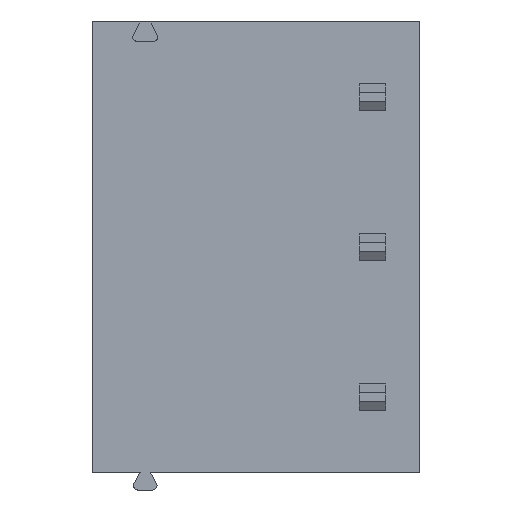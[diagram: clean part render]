
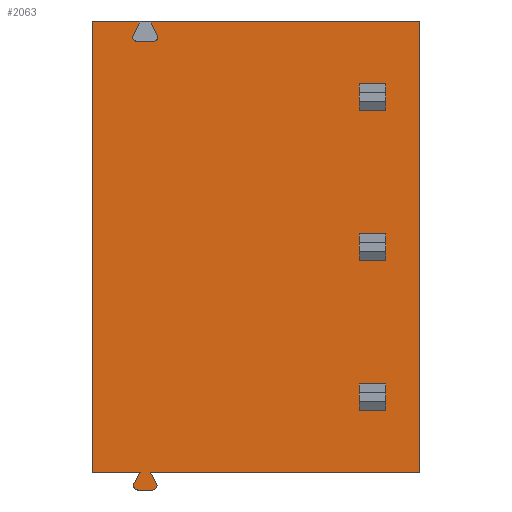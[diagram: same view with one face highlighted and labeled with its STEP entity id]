
A CAD part, front view. The second image highlights one B-rep face of the part: STEP entity #2063.
In plain terms, the highlighted planar face has unit normal (0, -1, 0).
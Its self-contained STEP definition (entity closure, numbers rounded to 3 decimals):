
#36=DIRECTION('',(1.,0.,0.));
#37=VECTOR('',#36,1.61);
#38=CARTESIAN_POINT('',(-5.55,-15.75,12.7));
#39=LINE('',#38,#37);
#96=DIRECTION('',(1.,0.,0.));
#97=VECTOR('',#96,9.11);
#98=CARTESIAN_POINT('',(-3.56,-15.75,12.7));
#99=LINE('',#98,#97);
#130=DIRECTION('',(-0.432,0.,0.902));
#131=VECTOR('',#130,0.514);
#132=CARTESIAN_POINT('',(-3.338,-15.75,12.236));
#133=LINE('',#132,#131);
#134=DIRECTION('',(-0.48,0.,0.877));
#135=VECTOR('',#134,0.431);
#136=CARTESIAN_POINT('',(-3.368,-15.75,-2.918));
#137=LINE('',#136,#135);
#138=CARTESIAN_POINT('',(-3.5,-15.75,-2.99));
#139=DIRECTION('',(0.,-1.,0.));
#140=DIRECTION('',(0.,0.,-1.));
#141=AXIS2_PLACEMENT_3D('',#138,#139,#140);
#143=DIRECTION('',(1.,0.,0.));
#144=VECTOR('',#143,0.5);
#145=CARTESIAN_POINT('',(-4.,-15.75,-3.14));
#146=LINE('',#145,#144);
#147=CARTESIAN_POINT('',(-4.,-15.75,-2.99));
#148=DIRECTION('',(0.,-1.,0.));
#149=DIRECTION('',(-0.877,0.,0.48));
#150=AXIS2_PLACEMENT_3D('',#147,#148,#149);
#152=DIRECTION('',(-0.48,0.,-0.877));
#153=VECTOR('',#152,0.431);
#154=CARTESIAN_POINT('',(-3.925,-15.75,-2.54));
#155=LINE('',#154,#153);
#156=DIRECTION('',(0.,0.,-1.));
#157=VECTOR('',#156,15.24);
#158=CARTESIAN_POINT('',(-5.55,-15.75,12.7));
#159=LINE('',#158,#157);
#160=DIRECTION('',(-0.432,0.,-0.902));
#161=VECTOR('',#160,0.514);
#162=CARTESIAN_POINT('',(-3.94,-15.75,12.7));
#163=LINE('',#162,#161);
#164=CARTESIAN_POINT('',(-4.045,-15.75,12.18));
#165=DIRECTION('',(0.,-1.,0.));
#166=DIRECTION('',(-0.902,0.,0.432));
#167=AXIS2_PLACEMENT_3D('',#164,#165,#166);
#169=DIRECTION('',(1.,0.,0.));
#170=VECTOR('',#169,0.59);
#171=CARTESIAN_POINT('',(-4.045,-15.75,12.05));
#172=LINE('',#171,#170);
#173=CARTESIAN_POINT('',(-3.455,-15.75,12.18));
#174=DIRECTION('',(0.,-1.,0.));
#175=DIRECTION('',(0.,0.,-1.));
#176=AXIS2_PLACEMENT_3D('',#173,#174,#175);
#178=DIRECTION('',(1.,0.,0.));
#179=VECTOR('',#178,0.9);
#180=CARTESIAN_POINT('',(3.5,-15.75,-0.45));
#181=LINE('',#180,#179);
#182=DIRECTION('',(0.,0.,1.));
#183=VECTOR('',#182,0.9);
#184=CARTESIAN_POINT('',(4.4,-15.75,-0.45));
#185=LINE('',#184,#183);
#186=DIRECTION('',(1.,0.,0.));
#187=VECTOR('',#186,0.9);
#188=CARTESIAN_POINT('',(3.5,-15.75,0.45));
#189=LINE('',#188,#187);
#190=DIRECTION('',(0.,0.,1.));
#191=VECTOR('',#190,0.9);
#192=CARTESIAN_POINT('',(3.5,-15.75,-0.45));
#193=LINE('',#192,#191);
#194=DIRECTION('',(1.,0.,0.));
#195=VECTOR('',#194,0.9);
#196=CARTESIAN_POINT('',(3.5,-15.75,4.63));
#197=LINE('',#196,#195);
#198=DIRECTION('',(0.,0.,1.));
#199=VECTOR('',#198,0.9);
#200=CARTESIAN_POINT('',(4.4,-15.75,4.63));
#201=LINE('',#200,#199);
#202=DIRECTION('',(1.,0.,0.));
#203=VECTOR('',#202,0.9);
#204=CARTESIAN_POINT('',(3.5,-15.75,5.53));
#205=LINE('',#204,#203);
#206=DIRECTION('',(0.,0.,1.));
#207=VECTOR('',#206,0.9);
#208=CARTESIAN_POINT('',(3.5,-15.75,4.63));
#209=LINE('',#208,#207);
#210=DIRECTION('',(1.,0.,0.));
#211=VECTOR('',#210,0.9);
#212=CARTESIAN_POINT('',(3.5,-15.75,9.71));
#213=LINE('',#212,#211);
#214=DIRECTION('',(0.,0.,1.));
#215=VECTOR('',#214,0.9);
#216=CARTESIAN_POINT('',(4.4,-15.75,9.71));
#217=LINE('',#216,#215);
#218=DIRECTION('',(1.,0.,0.));
#219=VECTOR('',#218,0.9);
#220=CARTESIAN_POINT('',(3.5,-15.75,10.61));
#221=LINE('',#220,#219);
#222=DIRECTION('',(0.,0.,1.));
#223=VECTOR('',#222,0.9);
#224=CARTESIAN_POINT('',(3.5,-15.75,9.71));
#225=LINE('',#224,#223);
#226=DIRECTION('',(0.,0.,-1.));
#227=VECTOR('',#226,15.24);
#228=CARTESIAN_POINT('',(5.55,-15.75,12.7));
#229=LINE('',#228,#227);
#460=DIRECTION('',(1.,0.,0.));
#461=VECTOR('',#460,9.125);
#462=CARTESIAN_POINT('',(-3.575,-15.75,-2.54));
#463=LINE('',#462,#461);
#520=DIRECTION('',(1.,0.,0.));
#521=VECTOR('',#520,1.625);
#522=CARTESIAN_POINT('',(-5.55,-15.75,-2.54));
#523=LINE('',#522,#521);
#1486=CARTESIAN_POINT('',(5.55,-15.75,12.7));
#1488=VERTEX_POINT('',#1486);
#1507=CARTESIAN_POINT('',(-5.55,-15.75,12.7));
#1509=VERTEX_POINT('',#1507);
#1510=CARTESIAN_POINT('',(5.55,-15.75,-2.54));
#1512=VERTEX_POINT('',#1510);
#1531=CARTESIAN_POINT('',(-5.55,-15.75,-2.54));
#1533=VERTEX_POINT('',#1531);
#1534=CARTESIAN_POINT('',(-4.,-15.75,-3.14));
#1535=CARTESIAN_POINT('',(-3.5,-15.75,-3.14));
#1536=VERTEX_POINT('',#1534);
#1537=VERTEX_POINT('',#1535);
#1538=CARTESIAN_POINT('',(-3.368,-15.75,-2.918));
#1539=VERTEX_POINT('',#1538);
#1540=CARTESIAN_POINT('',(-4.132,-15.75,-2.918));
#1541=VERTEX_POINT('',#1540);
#1542=CARTESIAN_POINT('',(-3.925,-15.75,-2.54));
#1543=VERTEX_POINT('',#1542);
#1544=CARTESIAN_POINT('',(-3.575,-15.75,-2.54));
#1545=VERTEX_POINT('',#1544);
#1558=CARTESIAN_POINT('',(-3.56,-15.75,12.7));
#1559=VERTEX_POINT('',#1558);
#1560=CARTESIAN_POINT('',(-3.94,-15.75,12.7));
#1561=VERTEX_POINT('',#1560);
#1562=CARTESIAN_POINT('',(-3.338,-15.75,12.236));
#1563=VERTEX_POINT('',#1562);
#1564=CARTESIAN_POINT('',(-4.162,-15.75,12.236));
#1565=VERTEX_POINT('',#1564);
#1566=CARTESIAN_POINT('',(-4.045,-15.75,12.05));
#1567=VERTEX_POINT('',#1566);
#1568=CARTESIAN_POINT('',(-3.455,-15.75,12.05));
#1569=VERTEX_POINT('',#1568);
#1656=CARTESIAN_POINT('',(3.5,-15.75,-0.45));
#1657=CARTESIAN_POINT('',(4.4,-15.75,-0.45));
#1658=VERTEX_POINT('',#1656);
#1659=VERTEX_POINT('',#1657);
#1660=CARTESIAN_POINT('',(3.5,-15.75,0.45));
#1661=CARTESIAN_POINT('',(4.4,-15.75,0.45));
#1662=VERTEX_POINT('',#1660);
#1663=VERTEX_POINT('',#1661);
#1764=CARTESIAN_POINT('',(3.5,-15.75,4.63));
#1765=CARTESIAN_POINT('',(4.4,-15.75,4.63));
#1766=VERTEX_POINT('',#1764);
#1767=VERTEX_POINT('',#1765);
#1768=CARTESIAN_POINT('',(3.5,-15.75,5.53));
#1769=CARTESIAN_POINT('',(4.4,-15.75,5.53));
#1770=VERTEX_POINT('',#1768);
#1771=VERTEX_POINT('',#1769);
#1872=CARTESIAN_POINT('',(3.5,-15.75,9.71));
#1873=CARTESIAN_POINT('',(4.4,-15.75,9.71));
#1874=VERTEX_POINT('',#1872);
#1875=VERTEX_POINT('',#1873);
#1876=CARTESIAN_POINT('',(3.5,-15.75,10.61));
#1877=CARTESIAN_POINT('',(4.4,-15.75,10.61));
#1878=VERTEX_POINT('',#1876);
#1879=VERTEX_POINT('',#1877);
#1997=CARTESIAN_POINT('',(-5.55,-15.75,12.7));
#1998=DIRECTION('',(0.,-1.,0.));
#1999=DIRECTION('',(1.,0.,0.));
#2000=AXIS2_PLACEMENT_3D('',#1997,#1998,#1999);
#2001=PLANE('',#2000);
#2002=ORIENTED_EDGE('',*,*,#1989,.T.);
#2003=ORIENTED_EDGE('',*,*,#1957,.T.);
#2005=ORIENTED_EDGE('',*,*,#2004,.T.);
#2007=ORIENTED_EDGE('',*,*,#2006,.F.);
#2009=ORIENTED_EDGE('',*,*,#2008,.F.);
#2011=ORIENTED_EDGE('',*,*,#2010,.F.);
#2013=ORIENTED_EDGE('',*,*,#2012,.F.);
#2015=ORIENTED_EDGE('',*,*,#2014,.F.);
#2017=ORIENTED_EDGE('',*,*,#2016,.F.);
#2019=ORIENTED_EDGE('',*,*,#2018,.F.);
#2021=ORIENTED_EDGE('',*,*,#2020,.F.);
#2022=ORIENTED_EDGE('',*,*,#1929,.T.);
#2024=ORIENTED_EDGE('',*,*,#2023,.T.);
#2026=ORIENTED_EDGE('',*,*,#2025,.T.);
#2028=ORIENTED_EDGE('',*,*,#2027,.T.);
#2030=ORIENTED_EDGE('',*,*,#2029,.T.);
#2031=EDGE_LOOP('',(#2002,#2003,#2005,#2007,#2009,#2011,#2013,#2015,#2017,#2019,
#2021,#2022,#2024,#2026,#2028,#2030));
#2032=FACE_OUTER_BOUND('',#2031,.F.);
#2034=ORIENTED_EDGE('',*,*,#2033,.T.);
#2036=ORIENTED_EDGE('',*,*,#2035,.T.);
#2038=ORIENTED_EDGE('',*,*,#2037,.F.);
#2040=ORIENTED_EDGE('',*,*,#2039,.F.);
#2041=EDGE_LOOP('',(#2034,#2036,#2038,#2040));
#2042=FACE_BOUND('',#2041,.F.);
#2044=ORIENTED_EDGE('',*,*,#2043,.T.);
#2046=ORIENTED_EDGE('',*,*,#2045,.T.);
#2048=ORIENTED_EDGE('',*,*,#2047,.F.);
#2050=ORIENTED_EDGE('',*,*,#2049,.F.);
#2051=EDGE_LOOP('',(#2044,#2046,#2048,#2050));
#2052=FACE_BOUND('',#2051,.F.);
#2054=ORIENTED_EDGE('',*,*,#2053,.T.);
#2056=ORIENTED_EDGE('',*,*,#2055,.T.);
#2058=ORIENTED_EDGE('',*,*,#2057,.F.);
#2060=ORIENTED_EDGE('',*,*,#2059,.F.);
#2061=EDGE_LOOP('',(#2054,#2056,#2058,#2060));
#2062=FACE_BOUND('',#2061,.F.);
#142=CIRCLE('',#141,0.15);
#151=CIRCLE('',#150,0.15);
#168=CIRCLE('',#167,0.13);
#177=CIRCLE('',#176,0.13);
#1929=EDGE_CURVE('',#1509,#1561,#39,.T.);
#1957=EDGE_CURVE('',#1559,#1488,#99,.T.);
#1989=EDGE_CURVE('',#1563,#1559,#133,.T.);
#2004=EDGE_CURVE('',#1488,#1512,#229,.T.);
#2006=EDGE_CURVE('',#1545,#1512,#463,.T.);
#2008=EDGE_CURVE('',#1539,#1545,#137,.T.);
#2010=EDGE_CURVE('',#1537,#1539,#142,.T.);
#2012=EDGE_CURVE('',#1536,#1537,#146,.T.);
#2014=EDGE_CURVE('',#1541,#1536,#151,.T.);
#2016=EDGE_CURVE('',#1543,#1541,#155,.T.);
#2018=EDGE_CURVE('',#1533,#1543,#523,.T.);
#2020=EDGE_CURVE('',#1509,#1533,#159,.T.);
#2023=EDGE_CURVE('',#1561,#1565,#163,.T.);
#2025=EDGE_CURVE('',#1565,#1567,#168,.T.);
#2027=EDGE_CURVE('',#1567,#1569,#172,.T.);
#2029=EDGE_CURVE('',#1569,#1563,#177,.T.);
#2033=EDGE_CURVE('',#1658,#1659,#181,.T.);
#2035=EDGE_CURVE('',#1659,#1663,#185,.T.);
#2037=EDGE_CURVE('',#1662,#1663,#189,.T.);
#2039=EDGE_CURVE('',#1658,#1662,#193,.T.);
#2043=EDGE_CURVE('',#1766,#1767,#197,.T.);
#2045=EDGE_CURVE('',#1767,#1771,#201,.T.);
#2047=EDGE_CURVE('',#1770,#1771,#205,.T.);
#2049=EDGE_CURVE('',#1766,#1770,#209,.T.);
#2053=EDGE_CURVE('',#1874,#1875,#213,.T.);
#2055=EDGE_CURVE('',#1875,#1879,#217,.T.);
#2057=EDGE_CURVE('',#1878,#1879,#221,.T.);
#2059=EDGE_CURVE('',#1874,#1878,#225,.T.);
#2063=ADVANCED_FACE('',(#2032,#2042,#2052,#2062),#2001,.T.);
